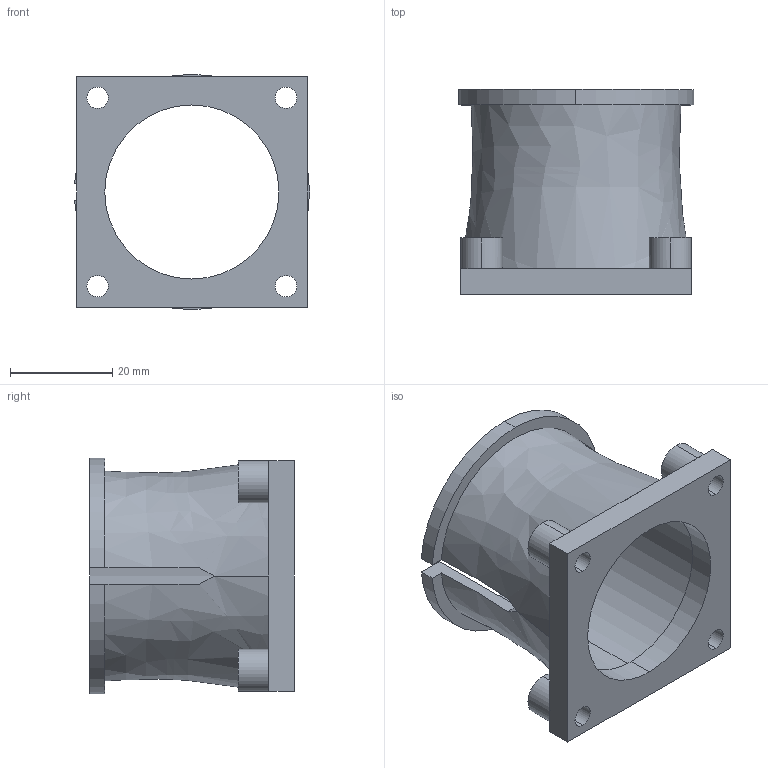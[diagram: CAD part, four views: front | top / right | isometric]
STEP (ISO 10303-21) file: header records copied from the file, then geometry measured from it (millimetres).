
FILE_DESCRIPTION (( 'STEP AP214' ), '1' );
FILE_NAME ('vac_mount_solid.STEP', '2018-06-20T22:47:24', ( '' ), ( '' ), 'SwSTEP 2.0', 'SolidWorks 2016', '' );
FILE_SCHEMA (( 'AUTOMOTIVE_DESIGN' ));
Length unit declared in the file: millimetre
Products named in the file (1): vac_mount_solid
Bounding box: 45.94 x 40 x 46 mm (x, y, z)
Volume: 18746.3 mm3; surface area: 13661 mm2
Topology: 1 solids, 1 shells, 53 faces, 134 edges, 83 vertices
Faces by surface type: plane 28, cylinder 23, bspline 2
Entity records: 1777 total; most frequent: CARTESIAN_POINT 427, DIRECTION 291, ORIENTED_EDGE 268, EDGE_CURVE 134, AXIS2_PLACEMENT_3D 117, VERTEX_POINT 83, CIRCLE 65, EDGE_LOOP 63
